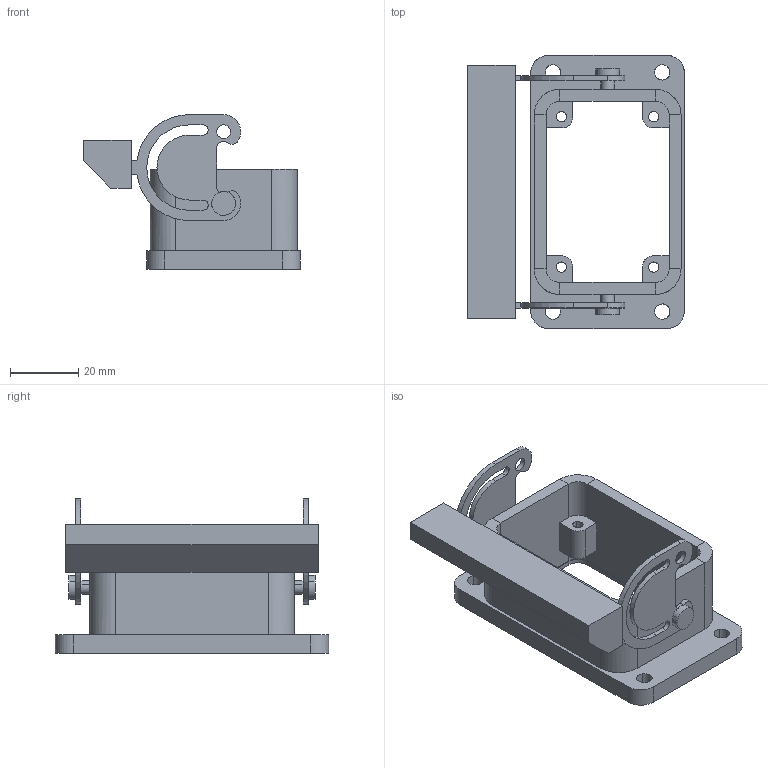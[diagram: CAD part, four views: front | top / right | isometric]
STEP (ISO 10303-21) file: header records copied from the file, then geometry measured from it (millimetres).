
FILE_DESCRIPTION(('CATIA V5 STEP Exchange','CAx-IF Rec.Pracs.--- Model Styling and Organization---1.4--- 2014-01-23'),'2;1');
FILE_NAME('1202100000.stp','2019-10-24T16:59:43+00:00',('none'),('none'),'CATIA Version 5-6 Release 2016 SP3 HF44','CATIA V5 STEP AP214','none');
FILE_SCHEMA(('AUTOMOTIVE_DESIGN { 1 0 10303 214 1 1 1 1 }'));
Length unit declared in the file: millimetre
Products named in the file (1): 1202100000
Bounding box: 63.5 x 80 x 45.3 mm (x, y, z)
Volume: 40024.9 mm3; surface area: 22500 mm2
Topology: 1 solids, 1 shells, 168 faces, 467 edges, 306 vertices
Faces by surface type: cylinder 88, plane 80
Entity records: 5256 total; most frequent: CARTESIAN_POINT 1136, ORIENTED_EDGE 934, DIRECTION 674, EDGE_CURVE 467, VERTEX_POINT 306, AXIS2_PLACEMENT_3D 279, VECTOR 279, LINE 279
